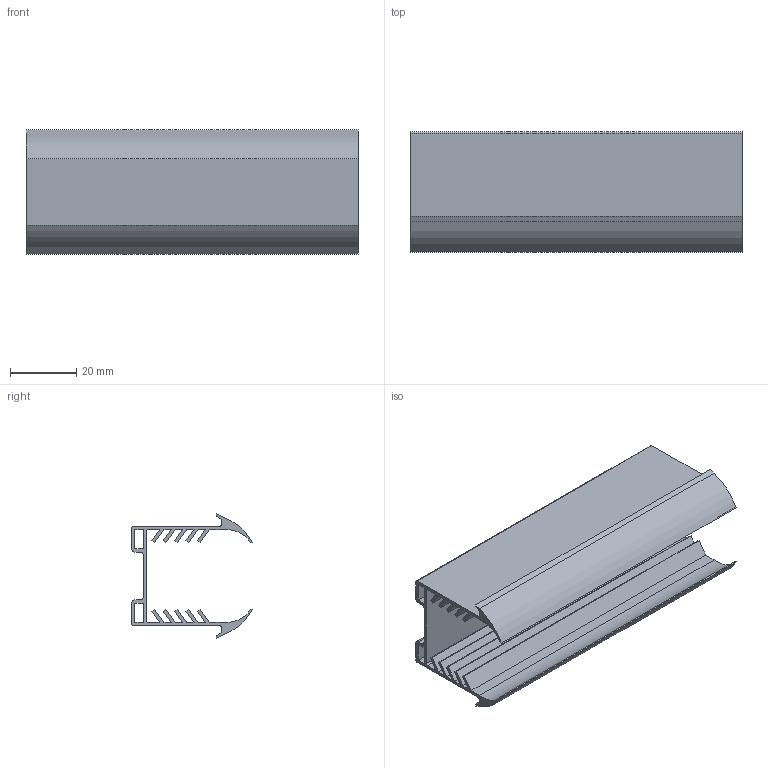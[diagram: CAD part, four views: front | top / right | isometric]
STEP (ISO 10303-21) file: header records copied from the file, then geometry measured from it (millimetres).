
FILE_DESCRIPTION (( 'STEP AP203' ), '1' );
FILE_NAME ('3D_GN6009_30x27_18-21.5_188461650.STEP', '2024-09-23T09:34:03', ( '' ), ( '' ), 'SwSTEP 2.0', 'SolidWorks 2024', '' );
FILE_SCHEMA (( 'CONFIG_CONTROL_DESIGN' ));
Length unit declared in the file: millimetre
Products named in the file (1): 3D_GN6009_30x27_18-21.5_188461650
Bounding box: 100 x 36.4 x 37.38 mm (x, y, z)
Volume: 18931.5 mm3; surface area: 34611.3 mm2
Topology: 1 solids, 1 shells, 84 faces, 246 edges, 164 vertices
Faces by surface type: plane 70, cylinder 10, bspline 4
Entity records: 2843 total; most frequent: CARTESIAN_POINT 531, ORIENTED_EDGE 492, DIRECTION 420, EDGE_CURVE 246, VECTOR 218, LINE 218, VERTEX_POINT 164, AXIS2_PLACEMENT_3D 101
